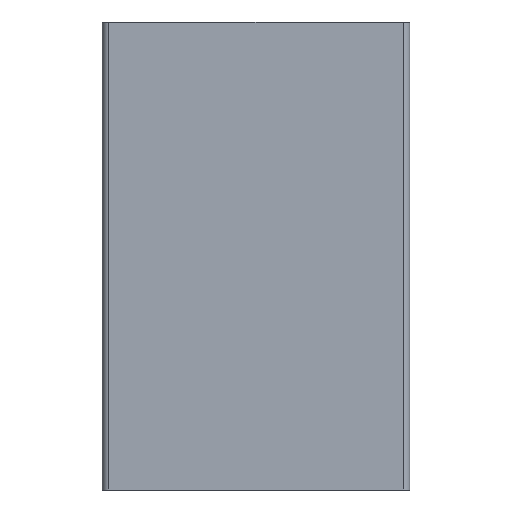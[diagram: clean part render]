
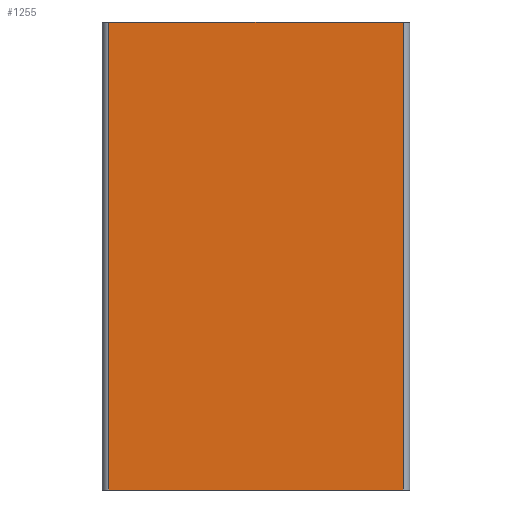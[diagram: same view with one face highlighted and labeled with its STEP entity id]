
A CAD part, front view. The second image highlights one B-rep face of the part: STEP entity #1255.
In plain terms, the highlighted planar face has unit normal (0, -1, 0).
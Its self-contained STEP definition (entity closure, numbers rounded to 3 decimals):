
#498 = CARTESIAN_POINT ( 'NONE',  ( 936.353, 110.355, 0. ) ) ;
#575 = VERTEX_POINT ( 'NONE', #2325 ) ;
#700 = CARTESIAN_POINT ( 'NONE',  ( 936.353, 110.355, 0. ) ) ;
#704 = CARTESIAN_POINT ( 'NONE',  ( 1046.353, 110.355, 350. ) ) ;
#847 = VECTOR ( 'NONE', #2896, 1000. ) ;
#898 = EDGE_CURVE ( 'NONE', #2752, #575, #3830, .T. ) ;
#938 = EDGE_CURVE ( 'NONE', #575, #2782, #2441, .T. ) ;
#1255 = ADVANCED_FACE ( 'NONE', ( #3620 ), #1755, .T. ) ;
#1263 = CARTESIAN_POINT ( 'NONE',  ( 1156.353, 110.355, 0. ) ) ;
#1439 = DIRECTION ( 'NONE',  ( 0., -1., 0. ) ) ;
#1755 = PLANE ( 'NONE',  #1850 ) ;
#1850 = AXIS2_PLACEMENT_3D ( 'NONE', #3345, #1439, #3704 ) ;
#1992 = VECTOR ( 'NONE', #2273, 1000. ) ;
#2273 = DIRECTION ( 'NONE',  ( -1., 0., 0. ) ) ;
#2325 = CARTESIAN_POINT ( 'NONE',  ( 1156.353, 110.355, 0. ) ) ;
#2352 = ORIENTED_EDGE ( 'NONE', *, *, #3636, .T. ) ;
#2382 = ORIENTED_EDGE ( 'NONE', *, *, #2401, .T. ) ;
#2385 = ORIENTED_EDGE ( 'NONE', *, *, #898, .T. ) ;
#2401 = EDGE_CURVE ( 'NONE', #3334, #2752, #3816, .T. ) ;
#2441 = LINE ( 'NONE', #1263, #2447 ) ;
#2447 = VECTOR ( 'NONE', #2523, 1000. ) ;
#2493 = DIRECTION ( 'NONE',  ( 1., 0., 0. ) ) ;
#2523 = DIRECTION ( 'NONE',  ( 0., 0., 1. ) ) ;
#2695 = ORIENTED_EDGE ( 'NONE', *, *, #938, .T. ) ;
#2752 = VERTEX_POINT ( 'NONE', #498 ) ;
#2782 = VERTEX_POINT ( 'NONE', #3339 ) ;
#2896 = DIRECTION ( 'NONE',  ( 0., 0., -1. ) ) ;
#3030 = LINE ( 'NONE', #704, #1992 ) ;
#3116 = CARTESIAN_POINT ( 'NONE',  ( 1046.353, 110.355, 0. ) ) ;
#3228 = CARTESIAN_POINT ( 'NONE',  ( 936.353, 110.355, 350. ) ) ;
#3334 = VERTEX_POINT ( 'NONE', #3228 ) ;
#3339 = CARTESIAN_POINT ( 'NONE',  ( 1156.353, 110.355, 350. ) ) ;
#3345 = CARTESIAN_POINT ( 'NONE',  ( 1046.353, 110.355, 0. ) ) ;
#3535 = VECTOR ( 'NONE', #2493, 1000. ) ;
#3620 = FACE_OUTER_BOUND ( 'NONE', #3684, .T. ) ;
#3636 = EDGE_CURVE ( 'NONE', #2782, #3334, #3030, .T. ) ;
#3684 = EDGE_LOOP ( 'NONE', ( #2352, #2382, #2385, #2695 ) ) ;
#3704 = DIRECTION ( 'NONE',  ( 0., 0., -1. ) ) ;
#3816 = LINE ( 'NONE', #700, #847 ) ;
#3830 = LINE ( 'NONE', #3116, #3535 ) ;
